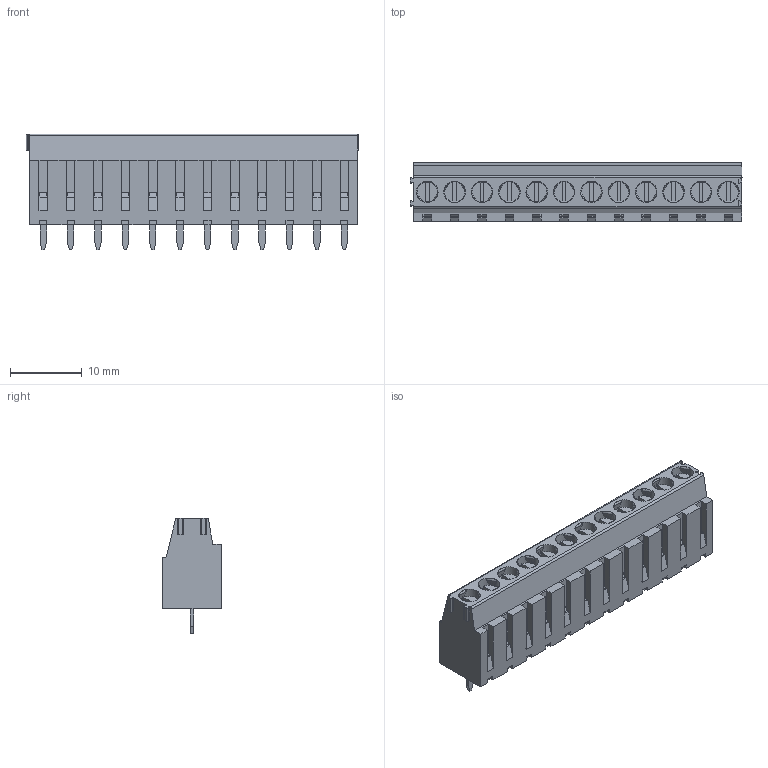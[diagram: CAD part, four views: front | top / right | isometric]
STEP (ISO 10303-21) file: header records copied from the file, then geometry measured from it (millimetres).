
FILE_DESCRIPTION( ( 'STEP AP203' ), '1' );
FILE_NAME( 'MVS1312-3.81-V.stp', ' ', ( ' ' ), ( ' ' ), 'PSStep 15.0.49', 'VISI 20.0', ' ' );
FILE_SCHEMA( ( 'AUTOMOTIVE_DESIGN { 1 0 10303 214 1 1 1 1 }' ) );
Length unit declared in the file: millimetre
Products named in the file (1): 1
Bounding box: 46.22 x 8.2 x 16.1 mm (x, y, z)
Volume: 3787 mm3; surface area: 3006.9 mm2
Topology: 1 solids, 1 shells, 742 faces, 2076 edges, 1360 vertices
Faces by surface type: plane 616, cylinder 102, torus 12, cone 12
Full cylindrical faces by diameter (mm): 2 x12, 2.1 x12, 2.8 x12, 3 x12
Entity records: 29291 total; most frequent: CARTESIAN_POINT 4431, ORIENTED_EDGE 3936, DIRECTION 3766, EDGE_CURVE 1968, LINE 1508, VECTOR 1508, VERTEX_POINT 1324, AXIS2_PLACEMENT_3D 1129
